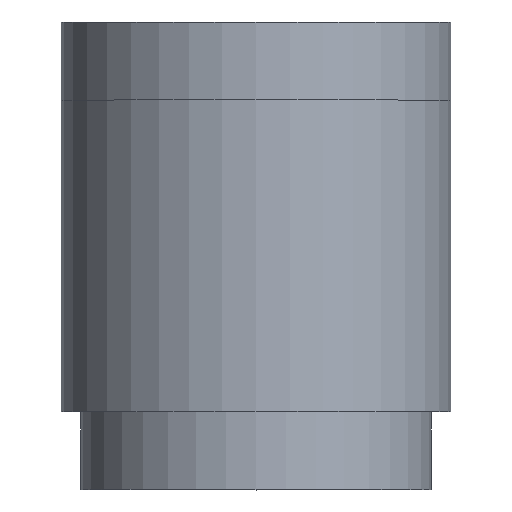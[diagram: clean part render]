
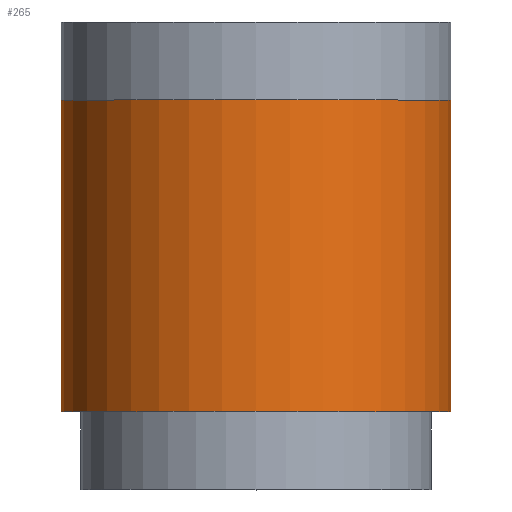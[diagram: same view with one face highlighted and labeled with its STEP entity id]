
A CAD part, top view. The second image highlights one B-rep face of the part: STEP entity #265.
In plain terms, the highlighted cylindrical face has radius 25 mm (diameter 50 mm), a partial arc.
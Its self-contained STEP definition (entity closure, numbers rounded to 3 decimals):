
#39=CARTESIAN_POINT('',(0.,10.,0.));
#40=DIRECTION('',(0.,-1.,0.));
#41=DIRECTION('',(1.,0.,0.));
#42=AXIS2_PLACEMENT_3D('',#39,#40,#41);
#44=DIRECTION('',(0.,1.,0.));
#45=VECTOR('',#44,40.);
#46=CARTESIAN_POINT('',(25.,10.,0.));
#47=LINE('',#46,#45);
#48=DIRECTION('',(0.,1.,0.));
#49=VECTOR('',#48,40.);
#50=CARTESIAN_POINT('',(-25.,10.,0.));
#51=LINE('',#50,#49);
#70=CARTESIAN_POINT('',(0.,50.,0.));
#71=DIRECTION('',(0.,-1.,0.));
#72=DIRECTION('',(1.,0.,0.));
#73=AXIS2_PLACEMENT_3D('',#70,#71,#72);
#153=CARTESIAN_POINT('',(25.,10.,0.));
#154=CARTESIAN_POINT('',(25.,50.,0.));
#155=VERTEX_POINT('',#153);
#156=VERTEX_POINT('',#154);
#173=CARTESIAN_POINT('',(-25.,10.,0.));
#174=CARTESIAN_POINT('',(-25.,50.,0.));
#175=VERTEX_POINT('',#173);
#176=VERTEX_POINT('',#174);
#251=CARTESIAN_POINT('',(0.,63.,0.));
#252=DIRECTION('',(0.,-1.,0.));
#253=DIRECTION('',(-1.,0.,0.));
#254=AXIS2_PLACEMENT_3D('',#251,#252,#253);
#255=CYLINDRICAL_SURFACE('',#254,25.);
#257=ORIENTED_EDGE('',*,*,#256,.F.);
#258=ORIENTED_EDGE('',*,*,#240,.T.);
#260=ORIENTED_EDGE('',*,*,#259,.T.);
#262=ORIENTED_EDGE('',*,*,#261,.F.);
#263=EDGE_LOOP('',(#257,#258,#260,#262));
#264=FACE_OUTER_BOUND('',#263,.F.);
#265=ADVANCED_FACE('',(#264),#255,.T.);
#43=CIRCLE('',#42,25.);
#74=CIRCLE('',#73,25.);
#240=EDGE_CURVE('',#155,#175,#43,.T.);
#256=EDGE_CURVE('',#155,#156,#47,.T.);
#259=EDGE_CURVE('',#175,#176,#51,.T.);
#261=EDGE_CURVE('',#156,#176,#74,.T.);
